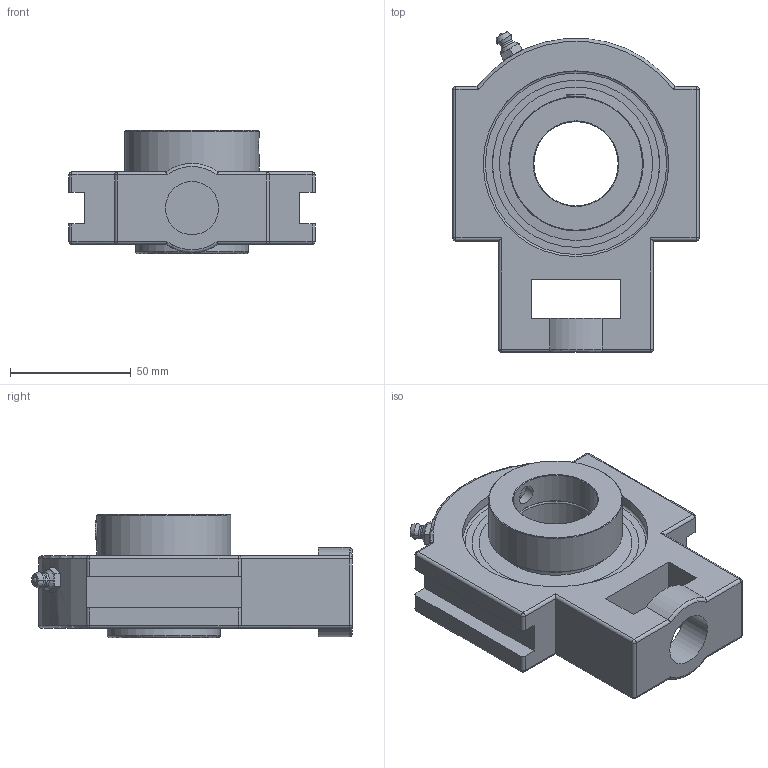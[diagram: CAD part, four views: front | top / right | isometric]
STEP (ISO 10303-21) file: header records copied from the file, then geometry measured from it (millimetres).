
FILE_DESCRIPTION(('HOOPS Exchange Step'),'2;1');
FILE_NAME('export-9C29C13A-49D1-4346-8E3F-30D90172C4F8.stp','2019-12-18T08:14:11-08:00',('ibuslach'),('Alibre'),'HOOPS Exchange 2019.2','Alibre','Unknown authorisation');
FILE_SCHEMA( ('AP242_MANAGED_MODEL_BASED_3D_ENGINEERING_MIM_LF {1 0 10303 442 1 1 4 }') );
Length unit declared in the file: centimetre
Products named in the file (8): UCP ZERK 6mm; MRN ST 207; SHC 207-22 RACE; SHC 207-22 SHIELD; SHC 207-22 COLLAR; SHC 207 SS; MRN SHC 207-22; MRN SHCT 207-22
Assembly tree (7 placements, depth 3):
  MRN SHCT 207-22
    UCP ZERK 6mm
    MRN ST 207
    MRN SHC 207-22
      SHC 207-22 RACE
      SHC 207-22 SHIELD
      SHC 207-22 COLLAR
      SHC 207 SS
Bounding box: 102 x 132.68 x 50.96 mm (x, y, z)
Volume: 232704.2 mm3; surface area: 78370.1 mm2
Topology: 19 solids, 19 shells, 214 faces, 552 edges, 339 vertices
Faces by surface type: cylinder 75, plane 63, sphere 32, cone 20, torus 20, bspline 4
Full cylindrical faces by diameter (mm): 1.755 x2, 6 x2, 7.925 x1, 7.938 x2, 22 x1, 34.925 x2, 44.196 x2, 46.736 x4, 47.752 x2, 55.6 x1, 62.484 x2, 63.5 x4, 76.902 x2
Entity records: 9666 total; most frequent: CARTESIAN_POINT 4337, DIRECTION 1145, ORIENTED_EDGE 1022, EDGE_CURVE 511, AXIS2_PLACEMENT_3D 469, VERTEX_POINT 339, EDGE_LOOP 242, FACE_BOUND 242
